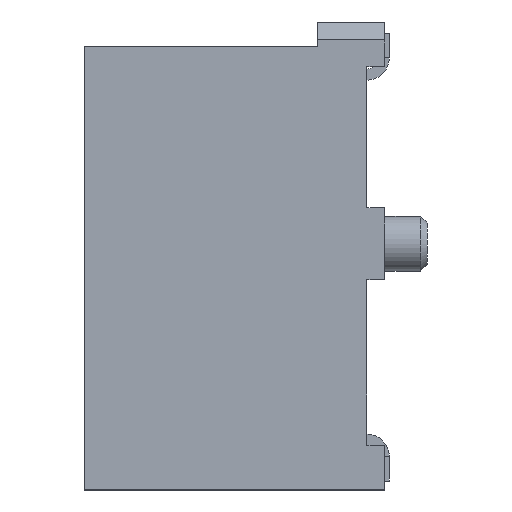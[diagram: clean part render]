
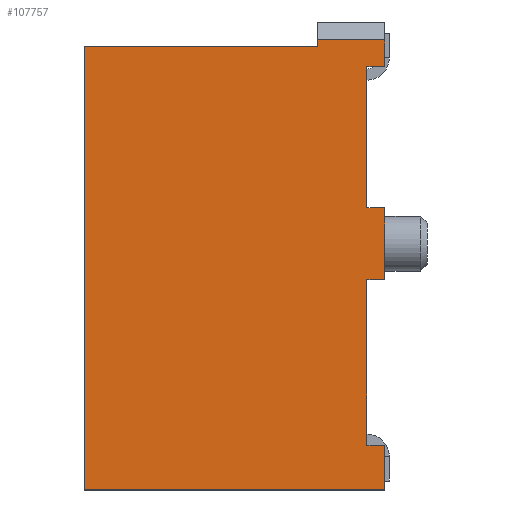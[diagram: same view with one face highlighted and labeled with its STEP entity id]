
A CAD part, left-side view. The second image highlights one B-rep face of the part: STEP entity #107757.
In plain terms, the highlighted planar face has unit normal (-1, 0, 0).
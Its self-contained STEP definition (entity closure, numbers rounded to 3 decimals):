
#837 = LINE ( 'NONE', #154699, #137825 ) ;
#4396 = EDGE_CURVE ( 'NONE', #51123, #19447, #162016, .T. ) ;
#11079 = CARTESIAN_POINT ( 'NONE',  ( -9.05, 1.5, 5.1 ) ) ;
#11846 = CARTESIAN_POINT ( 'NONE',  ( -9.05, 0., -3.95 ) ) ;
#17855 = CARTESIAN_POINT ( 'NONE',  ( -9.05, 0.4, 1.35 ) ) ;
#17985 = VECTOR ( 'NONE', #36978, 1000. ) ;
#18025 = LINE ( 'NONE', #62239, #88767 ) ;
#18343 = EDGE_CURVE ( 'NONE', #24904, #146095, #73576, .T. ) ;
#18397 = VECTOR ( 'NONE', #144729, 1000. ) ;
#19447 = VERTEX_POINT ( 'NONE', #160140 ) ;
#23979 = EDGE_CURVE ( 'NONE', #64703, #57777, #837, .T. ) ;
#24904 = VERTEX_POINT ( 'NONE', #11079 ) ;
#25379 = ORIENTED_EDGE ( 'NONE', *, *, #23979, .F. ) ;
#26006 = VERTEX_POINT ( 'NONE', #127910 ) ;
#28479 = VECTOR ( 'NONE', #159396, 1000. ) ;
#33313 = DIRECTION ( 'NONE',  ( 0., 0., -1. ) ) ;
#35616 = EDGE_CURVE ( 'NONE', #91196, #26006, #42917, .T. ) ;
#36978 = DIRECTION ( 'NONE',  ( 0., 1., 0. ) ) ;
#38396 = EDGE_CURVE ( 'NONE', #117309, #66655, #141178, .T. ) ;
#41386 = ORIENTED_EDGE ( 'NONE', *, *, #109607, .T. ) ;
#42917 = LINE ( 'NONE', #101445, #113580 ) ;
#42969 = PLANE ( 'NONE',  #48990 ) ;
#43071 = EDGE_CURVE ( 'NONE', #51123, #26006, #155521, .T. ) ;
#43565 = LINE ( 'NONE', #141857, #114228 ) ;
#44265 = FACE_OUTER_BOUND ( 'NONE', #51012, .T. ) ;
#44981 = CARTESIAN_POINT ( 'NONE',  ( -9.05, 6.7, 4.95 ) ) ;
#46119 = CARTESIAN_POINT ( 'NONE',  ( -9.05, 0.4, 4.5 ) ) ;
#48990 = AXIS2_PLACEMENT_3D ( 'NONE', #141675, #57096, #155899 ) ;
#49727 = EDGE_CURVE ( 'NONE', #64703, #159804, #169376, .T. ) ;
#51012 = EDGE_LOOP ( 'NONE', ( #150264, #25379, #174798, #133081, #76990, #86296, #94088, #156456, #170140, #72085, #41386, #86931, #170564, #178012 ) ) ;
#51123 = VERTEX_POINT ( 'NONE', #17855 ) ;
#55644 = LINE ( 'NONE', #177700, #17985 ) ;
#55937 = CARTESIAN_POINT ( 'NONE',  ( -9.05, 0.4, -0.25 ) ) ;
#56170 = CARTESIAN_POINT ( 'NONE',  ( -9.05, 0.4, -1.72 ) ) ;
#56713 = VECTOR ( 'NONE', #116087, 1000. ) ;
#57096 = DIRECTION ( 'NONE',  ( 1., 0., 0. ) ) ;
#57777 = VERTEX_POINT ( 'NONE', #133936 ) ;
#59091 = DIRECTION ( 'NONE',  ( 0., -1., 0. ) ) ;
#62239 = CARTESIAN_POINT ( 'NONE',  ( -9.05, 0., -4.95 ) ) ;
#64703 = VERTEX_POINT ( 'NONE', #150927 ) ;
#66368 = CARTESIAN_POINT ( 'NONE',  ( -9.05, 0., 4.5 ) ) ;
#66655 = VERTEX_POINT ( 'NONE', #11846 ) ;
#70316 = DIRECTION ( 'NONE',  ( 0., 0., -1. ) ) ;
#70679 = LINE ( 'NONE', #153898, #143915 ) ;
#70816 = VERTEX_POINT ( 'NONE', #66368 ) ;
#72085 = ORIENTED_EDGE ( 'NONE', *, *, #4396, .T. ) ;
#73576 = LINE ( 'NONE', #75273, #144293 ) ;
#75273 = CARTESIAN_POINT ( 'NONE',  ( -9.05, 1.5, 5.5 ) ) ;
#76458 = DIRECTION ( 'NONE',  ( 0., 0., 1. ) ) ;
#76990 = ORIENTED_EDGE ( 'NONE', *, *, #38396, .F. ) ;
#79718 = CARTESIAN_POINT ( 'NONE',  ( -9.05, 1.5, 4.95 ) ) ;
#80610 = VECTOR ( 'NONE', #70316, 1000. ) ;
#84794 = EDGE_CURVE ( 'NONE', #57777, #146095, #101084, .T. ) ;
#86296 = ORIENTED_EDGE ( 'NONE', *, *, #182257, .F. ) ;
#86668 = CARTESIAN_POINT ( 'NONE',  ( -9.05, 0., -4.95 ) ) ;
#86931 = ORIENTED_EDGE ( 'NONE', *, *, #91408, .T. ) ;
#88767 = VECTOR ( 'NONE', #76458, 1000. ) ;
#91196 = VERTEX_POINT ( 'NONE', #156211 ) ;
#91331 = VECTOR ( 'NONE', #144836, 1000. ) ;
#91408 = EDGE_CURVE ( 'NONE', #70816, #113424, #18025, .T. ) ;
#94088 = ORIENTED_EDGE ( 'NONE', *, *, #104960, .T. ) ;
#96076 = CARTESIAN_POINT ( 'NONE',  ( -9.05, 0., 5.1 ) ) ;
#99935 = DIRECTION ( 'NONE',  ( 0., -1., 0. ) ) ;
#101084 = LINE ( 'NONE', #44981, #176167 ) ;
#101445 = CARTESIAN_POINT ( 'NONE',  ( -9.05, 0., -4.95 ) ) ;
#101876 = CARTESIAN_POINT ( 'NONE',  ( -9.05, 6.7, -4.95 ) ) ;
#102057 = DIRECTION ( 'NONE',  ( 0., 0., 1. ) ) ;
#104960 = EDGE_CURVE ( 'NONE', #109359, #91196, #135557, .T. ) ;
#106861 = EDGE_CURVE ( 'NONE', #159804, #66655, #70679, .T. ) ;
#107128 = DIRECTION ( 'NONE',  ( 0., -1., 0. ) ) ;
#107757 = ADVANCED_FACE ( 'NONE', ( #44265 ), #42969, .F. ) ;
#109359 = VERTEX_POINT ( 'NONE', #55937 ) ;
#109607 = EDGE_CURVE ( 'NONE', #19447, #70816, #43565, .T. ) ;
#113424 = VERTEX_POINT ( 'NONE', #96076 ) ;
#113580 = VECTOR ( 'NONE', #102057, 1000. ) ;
#114228 = VECTOR ( 'NONE', #99935, 1000. ) ;
#116087 = DIRECTION ( 'NONE',  ( 0., -1., 0. ) ) ;
#117309 = VERTEX_POINT ( 'NONE', #133037 ) ;
#127910 = CARTESIAN_POINT ( 'NONE',  ( -9.05, 0., 1.35 ) ) ;
#133037 = CARTESIAN_POINT ( 'NONE',  ( -9.05, 0.4, -3.95 ) ) ;
#133081 = ORIENTED_EDGE ( 'NONE', *, *, #106861, .T. ) ;
#133936 = CARTESIAN_POINT ( 'NONE',  ( -9.05, 6.7, 4.95 ) ) ;
#135557 = LINE ( 'NONE', #172536, #18397 ) ;
#137825 = VECTOR ( 'NONE', #168868, 1000. ) ;
#141178 = LINE ( 'NONE', #173580, #28479 ) ;
#141675 = CARTESIAN_POINT ( 'NONE',  ( -9.05, 6.7, -4.95 ) ) ;
#141857 = CARTESIAN_POINT ( 'NONE',  ( -9.05, 20.375, 4.5 ) ) ;
#143915 = VECTOR ( 'NONE', #168066, 1000. ) ;
#144293 = VECTOR ( 'NONE', #33313, 1000. ) ;
#144729 = DIRECTION ( 'NONE',  ( 0., -1., 0. ) ) ;
#144836 = DIRECTION ( 'NONE',  ( 0., 0., 1. ) ) ;
#146095 = VERTEX_POINT ( 'NONE', #79718 ) ;
#150264 = ORIENTED_EDGE ( 'NONE', *, *, #84794, .F. ) ;
#150927 = CARTESIAN_POINT ( 'NONE',  ( -9.05, 6.7, -4.95 ) ) ;
#151067 = VECTOR ( 'NONE', #107128, 1000. ) ;
#153898 = CARTESIAN_POINT ( 'NONE',  ( -9.05, 0., -4.95 ) ) ;
#154694 = EDGE_CURVE ( 'NONE', #113424, #24904, #55644, .T. ) ;
#154699 = CARTESIAN_POINT ( 'NONE',  ( -9.05, 6.7, -4.95 ) ) ;
#155521 = LINE ( 'NONE', #163268, #151067 ) ;
#155716 = LINE ( 'NONE', #56170, #80610 ) ;
#155899 = DIRECTION ( 'NONE',  ( 0., 0., -1. ) ) ;
#156211 = CARTESIAN_POINT ( 'NONE',  ( -9.05, 0., -0.25 ) ) ;
#156456 = ORIENTED_EDGE ( 'NONE', *, *, #35616, .T. ) ;
#159396 = DIRECTION ( 'NONE',  ( 0., -1., 0. ) ) ;
#159804 = VERTEX_POINT ( 'NONE', #86668 ) ;
#160140 = CARTESIAN_POINT ( 'NONE',  ( -9.05, 0.4, 4.5 ) ) ;
#162016 = LINE ( 'NONE', #46119, #91331 ) ;
#163268 = CARTESIAN_POINT ( 'NONE',  ( -9.05, 20.375, 1.35 ) ) ;
#168066 = DIRECTION ( 'NONE',  ( 0., 0., 1. ) ) ;
#168868 = DIRECTION ( 'NONE',  ( 0., 0., 1. ) ) ;
#169376 = LINE ( 'NONE', #101876, #56713 ) ;
#170140 = ORIENTED_EDGE ( 'NONE', *, *, #43071, .F. ) ;
#170564 = ORIENTED_EDGE ( 'NONE', *, *, #154694, .T. ) ;
#172536 = CARTESIAN_POINT ( 'NONE',  ( -9.05, 20.375, -0.25 ) ) ;
#173580 = CARTESIAN_POINT ( 'NONE',  ( -9.05, 0.4, -3.95 ) ) ;
#174798 = ORIENTED_EDGE ( 'NONE', *, *, #49727, .T. ) ;
#176167 = VECTOR ( 'NONE', #59091, 1000. ) ;
#177700 = CARTESIAN_POINT ( 'NONE',  ( -9.05, -8.5, 5.1 ) ) ;
#178012 = ORIENTED_EDGE ( 'NONE', *, *, #18343, .T. ) ;
#182257 = EDGE_CURVE ( 'NONE', #109359, #117309, #155716, .T. ) ;
